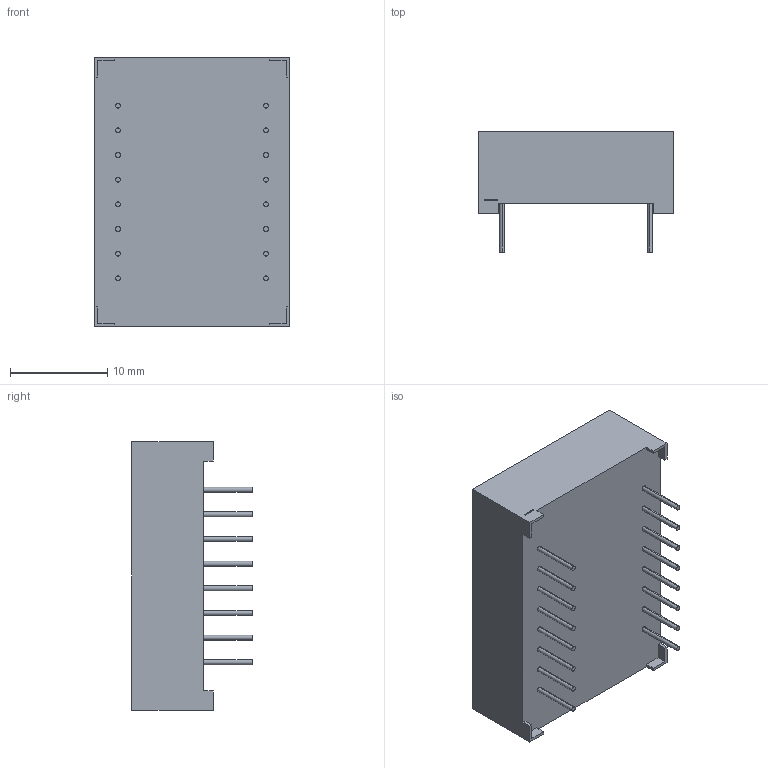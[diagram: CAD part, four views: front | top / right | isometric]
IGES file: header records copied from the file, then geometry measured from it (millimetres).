
Start section: SolidWorks IGES file using analytic representation for surfaces
Global section: file name: SA08-11.IGS; native system: SolidWorks 2008; preprocessor: SolidWorks 2008; author: evant; date: 080907.091228; units: millimetre
Bounding box: 20 x 12.4 x 27.7 mm (x, y, z)
Surface area: 1987.5 mm2 (no closed solid volume)
Topology: 0 solids, 0 shells, 412 faces, 3949 edges, 5020 vertices
Faces by surface type: bspline 376, revolution 36
